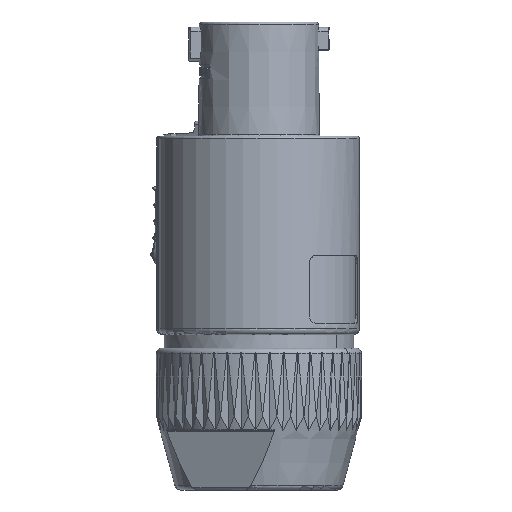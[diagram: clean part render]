
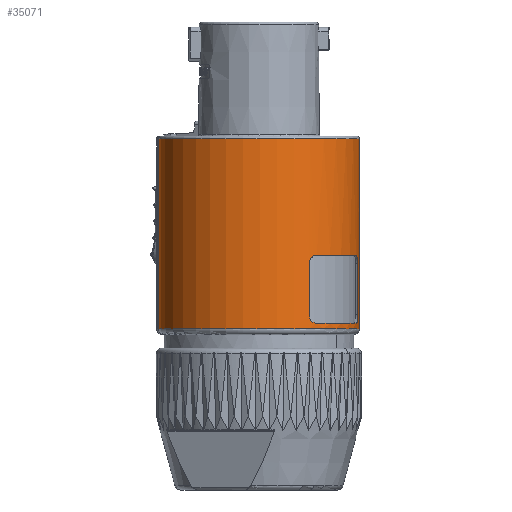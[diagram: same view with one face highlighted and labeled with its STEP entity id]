
A CAD part, left-side view. The second image highlights one B-rep face of the part: STEP entity #35071.
In plain terms, the highlighted cylindrical face has radius 17.7 mm (diameter 35.4 mm), a partial arc.
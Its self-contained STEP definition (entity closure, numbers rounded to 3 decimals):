
#8433=CARTESIAN_POINT('',(0.,0.,3.5));
#8434=DIRECTION('',(0.,0.,1.));
#8435=DIRECTION('',(0.144,0.99,0.));
#8436=AXIS2_PLACEMENT_3D('',#8433,#8434,#8435);
#10336=CARTESIAN_POINT('',(0.,0.,-30.));
#10337=DIRECTION('',(0.,0.,1.));
#10338=DIRECTION('',(0.144,0.99,0.));
#10339=AXIS2_PLACEMENT_3D('',#10336,#10337,#10338);
#10351=CARTESIAN_POINT('',(-3.052,-17.435,-27.5));
#10352=CARTESIAN_POINT('',(-3.052,-17.435,
-27.624));
#10353=CARTESIAN_POINT('',(-3.084,-17.429,
-27.867));
#10354=CARTESIAN_POINT('',(-3.238,-17.402,
-28.233));
#10355=CARTESIAN_POINT('',(-3.489,-17.354,
-28.55));
#10356=CARTESIAN_POINT('',(-3.822,-17.284,
-28.801));
#10357=CARTESIAN_POINT('',(-4.214,-17.193,
-28.962));
#10358=CARTESIAN_POINT('',(-4.492,-17.121,-29.));
#10359=CARTESIAN_POINT('',(-4.636,-17.082,-29.));
#10361=CARTESIAN_POINT('',(-4.636,-17.082,-17.));
#10362=CARTESIAN_POINT('',(-4.492,-17.121,
-17.));
#10363=CARTESIAN_POINT('',(-4.214,-17.193,
-17.038));
#10364=CARTESIAN_POINT('',(-3.822,-17.284,
-17.199));
#10365=CARTESIAN_POINT('',(-3.489,-17.354,
-17.45));
#10366=CARTESIAN_POINT('',(-3.238,-17.402,
-17.767));
#10367=CARTESIAN_POINT('',(-3.084,-17.429,
-18.133));
#10368=CARTESIAN_POINT('',(-3.052,-17.435,
-18.376));
#10369=CARTESIAN_POINT('',(-3.052,-17.435,-18.5));
#10371=CARTESIAN_POINT('',(-15.339,-8.831,-18.5));
#10372=CARTESIAN_POINT('',(-15.339,-8.831,
-18.376));
#10373=CARTESIAN_POINT('',(-15.323,-8.859,
-18.133));
#10374=CARTESIAN_POINT('',(-15.245,-8.995,
-17.767));
#10375=CARTESIAN_POINT('',(-15.114,-9.214,
-17.45));
#10376=CARTESIAN_POINT('',(-14.934,-9.503,
-17.199));
#10377=CARTESIAN_POINT('',(-14.715,-9.84,
-17.038));
#10378=CARTESIAN_POINT('',(-14.552,-10.077,-17.));
#10379=CARTESIAN_POINT('',(-14.466,-10.199,-17.));
#10381=CARTESIAN_POINT('',(-14.466,-10.199,-29.));
#10382=CARTESIAN_POINT('',(-14.552,-10.077,-29.));
#10383=CARTESIAN_POINT('',(-14.715,-9.84,
-28.962));
#10384=CARTESIAN_POINT('',(-14.934,-9.503,
-28.801));
#10385=CARTESIAN_POINT('',(-15.114,-9.214,
-28.55));
#10386=CARTESIAN_POINT('',(-15.245,-8.995,
-28.233));
#10387=CARTESIAN_POINT('',(-15.323,-8.859,
-27.867));
#10388=CARTESIAN_POINT('',(-15.339,-8.831,
-27.624));
#10389=CARTESIAN_POINT('',(-15.339,-8.831,-27.5));
#10391=DIRECTION('',(0.,0.,-1.));
#10392=VECTOR('',#10391,33.5);
#10393=CARTESIAN_POINT('',(15.589,8.382,3.5));
#10394=LINE('',#10393,#10392);
#10395=DIRECTION('',(0.,0.,-1.));
#10396=VECTOR('',#10395,33.5);
#10397=CARTESIAN_POINT('',(2.545,17.516,3.5));
#10398=LINE('',#10397,#10396);
#10403=CARTESIAN_POINT('',(0.,0.,-29.));
#10404=DIRECTION('',(0.,0.,-1.));
#10405=DIRECTION('',(-0.262,-0.965,0.));
#10406=AXIS2_PLACEMENT_3D('',#10403,#10404,#10405);
#10421=DIRECTION('',(0.,0.,-1.));
#10422=VECTOR('',#10421,9.);
#10423=CARTESIAN_POINT('',(-15.339,-8.831,-18.5));
#10424=LINE('',#10423,#10422);
#10437=CARTESIAN_POINT('',(0.,0.,-17.));
#10438=DIRECTION('',(0.,0.,-1.));
#10439=DIRECTION('',(-0.262,-0.965,0.));
#10440=AXIS2_PLACEMENT_3D('',#10437,#10438,#10439);
#10455=DIRECTION('',(0.,0.,-1.));
#10456=VECTOR('',#10455,9.);
#10457=CARTESIAN_POINT('',(-3.052,-17.435,-18.5));
#10458=LINE('',#10457,#10456);
#17516=VERTEX_POINT('',#10351);
#17517=VERTEX_POINT('',#10359);
#17520=CARTESIAN_POINT('',(-14.466,-10.199,-29.));
#17521=VERTEX_POINT('',#17520);
#17524=VERTEX_POINT('',#10389);
#17526=CARTESIAN_POINT('',(-15.339,-8.831,-18.5));
#17527=VERTEX_POINT('',#17526);
#17530=VERTEX_POINT('',#10379);
#17532=CARTESIAN_POINT('',(-4.636,-17.082,-17.));
#17533=VERTEX_POINT('',#17532);
#17536=VERTEX_POINT('',#10369);
#17589=CARTESIAN_POINT('',(15.589,8.382,-30.));
#17591=VERTEX_POINT('',#17589);
#17592=CARTESIAN_POINT('',(2.545,17.516,-30.));
#17593=VERTEX_POINT('',#17592);
#17614=CARTESIAN_POINT('',(15.589,8.382,3.5));
#17615=VERTEX_POINT('',#17614);
#17618=CARTESIAN_POINT('',(2.545,17.516,3.5));
#17619=VERTEX_POINT('',#17618);
#35040=CARTESIAN_POINT('',(0.,0.,6.3));
#35041=DIRECTION('',(0.,0.,-1.));
#35042=DIRECTION('',(-0.574,-0.819,0.));
#35043=AXIS2_PLACEMENT_3D('',#35040,#35041,#35042);
#35044=CYLINDRICAL_SURFACE('',#35043,17.7);
#35045=ORIENTED_EDGE('',*,*,#31654,.T.);
#35047=ORIENTED_EDGE('',*,*,#35046,.T.);
#35048=ORIENTED_EDGE('',*,*,#35031,.F.);
#35050=ORIENTED_EDGE('',*,*,#35049,.F.);
#35051=EDGE_LOOP('',(#35045,#35047,#35048,#35050));
#35052=FACE_OUTER_BOUND('',#35051,.F.);
#35054=ORIENTED_EDGE('',*,*,#35053,.F.);
#35056=ORIENTED_EDGE('',*,*,#35055,.F.);
#35058=ORIENTED_EDGE('',*,*,#35057,.F.);
#35060=ORIENTED_EDGE('',*,*,#35059,.T.);
#35062=ORIENTED_EDGE('',*,*,#35061,.F.);
#35064=ORIENTED_EDGE('',*,*,#35063,.T.);
#35066=ORIENTED_EDGE('',*,*,#35065,.F.);
#35068=ORIENTED_EDGE('',*,*,#35067,.F.);
#35069=EDGE_LOOP('',(#35054,#35056,#35058,#35060,#35062,#35064,#35066,#35068));
#35070=FACE_BOUND('',#35069,.F.);
#8437=CIRCLE('',#8436,17.7);
#10340=CIRCLE('',#10339,17.7);
#10360=B_SPLINE_CURVE_WITH_KNOTS('',3,(#10351,#10352,#10353,#10354,#10355,
#10356,#10357,#10358,#10359),.UNSPECIFIED.,.F.,.F.,(4,1,1,1,1,1,4),(0.,
0.167,0.333,0.5,0.667,0.833,
1.),.UNSPECIFIED.);
#10370=B_SPLINE_CURVE_WITH_KNOTS('',3,(#10361,#10362,#10363,#10364,#10365,
#10366,#10367,#10368,#10369),.UNSPECIFIED.,.F.,.F.,(4,1,1,1,1,1,4),(0.,
0.167,0.333,0.5,0.667,0.833,
1.),.UNSPECIFIED.);
#10380=B_SPLINE_CURVE_WITH_KNOTS('',3,(#10371,#10372,#10373,#10374,#10375,
#10376,#10377,#10378,#10379),.UNSPECIFIED.,.F.,.F.,(4,1,1,1,1,1,4),(0.,
0.167,0.333,0.5,0.667,0.833,
1.),.UNSPECIFIED.);
#10390=B_SPLINE_CURVE_WITH_KNOTS('',3,(#10381,#10382,#10383,#10384,#10385,
#10386,#10387,#10388,#10389),.UNSPECIFIED.,.F.,.F.,(4,1,1,1,1,1,4),(0.,
0.167,0.333,0.5,0.667,0.833,
1.),.UNSPECIFIED.);
#10407=CIRCLE('',#10406,17.7);
#10441=CIRCLE('',#10440,17.7);
#31654=EDGE_CURVE('',#17619,#17615,#8437,.T.);
#35031=EDGE_CURVE('',#17593,#17591,#10340,.T.);
#35046=EDGE_CURVE('',#17615,#17591,#10394,.T.);
#35049=EDGE_CURVE('',#17619,#17593,#10398,.T.);
#35053=EDGE_CURVE('',#17516,#17517,#10360,.T.);
#35055=EDGE_CURVE('',#17536,#17516,#10458,.T.);
#35057=EDGE_CURVE('',#17533,#17536,#10370,.T.);
#35059=EDGE_CURVE('',#17533,#17530,#10441,.T.);
#35061=EDGE_CURVE('',#17527,#17530,#10380,.T.);
#35063=EDGE_CURVE('',#17527,#17524,#10424,.T.);
#35065=EDGE_CURVE('',#17521,#17524,#10390,.T.);
#35067=EDGE_CURVE('',#17517,#17521,#10407,.T.);
#35071=ADVANCED_FACE('',(#35052,#35070),#35044,.T.);
